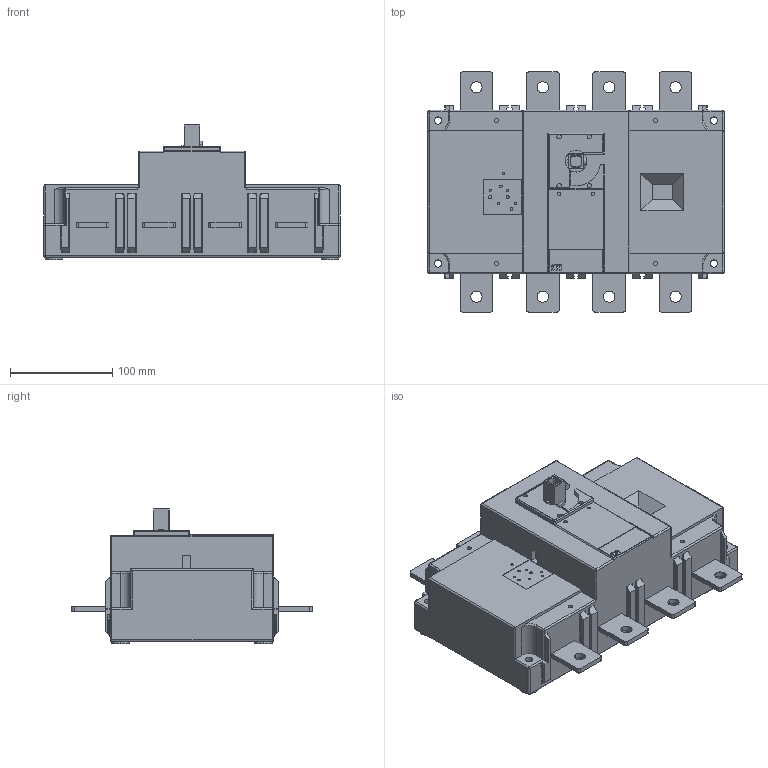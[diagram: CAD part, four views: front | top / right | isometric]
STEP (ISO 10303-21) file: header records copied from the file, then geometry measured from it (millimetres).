
FILE_DESCRIPTION((''),'2;1');
FILE_NAME('004661452_LBS_400_3P_ASM','2021-09-22T',('marketing.praksa'),('Audax d.o.o.'),'CREO PARAMETRIC BY PTC INC, 2017480','CREO PARAMETRIC BY PTC INC, 2017480','');
FILE_SCHEMA(('AUTOMOTIVE_DESIGN { 1 0 10303 214 1 1 1 1 }'));
Length unit declared in the file: millimetre
Products named in the file (12): LBS_400_3P_BLK_1_1; LBS_400_3P_BLK_1_2; LBS_400_3P_BLK_1_3; LBS_400_3P_BLK_1_4; LBS_400_3P_BLK_1_5; LBS_400_3P_BLK_1_6; LBS_400_3P_BLK_1_ASM; PRT9567_1_1; PRT9568_1; LBS_400_4P; PRT9563; 004661452_LBS_400_3P_ASM
Assembly tree (13 placements, depth 3):
  004661452_LBS_400_3P_ASM
    LBS_400_3P_BLK_1_ASM
      LBS_400_3P_BLK_1_1  x2
      LBS_400_3P_BLK_1_2
      LBS_400_3P_BLK_1_3
      LBS_400_3P_BLK_1_4
      LBS_400_3P_BLK_1_5
      LBS_400_3P_BLK_1_6  x2
    PRT9567_1_1
    PRT9568_1
    LBS_400_4P
    PRT9563
Bounding box: 290 x 235 x 132.2 mm (x, y, z)
Volume: 3848193.5 mm3; surface area: 223218.1 mm2
Topology: 14 solids, 14 shells, 808 faces, 2107 edges, 1343 vertices
Faces by surface type: plane 437, cylinder 331, sphere 24, cone 8, torus 8
Entity records: 36830 total; most frequent: CARTESIAN_POINT 5064, ORIENTED_EDGE 4070, DIRECTION 3938, PRESENTATION_STYLE_ASSIGNMENT 2835, STYLED_ITEM 2835, CURVE_STYLE 2035, EDGE_CURVE 2035, AXIS2_PLACEMENT_3D 1320
